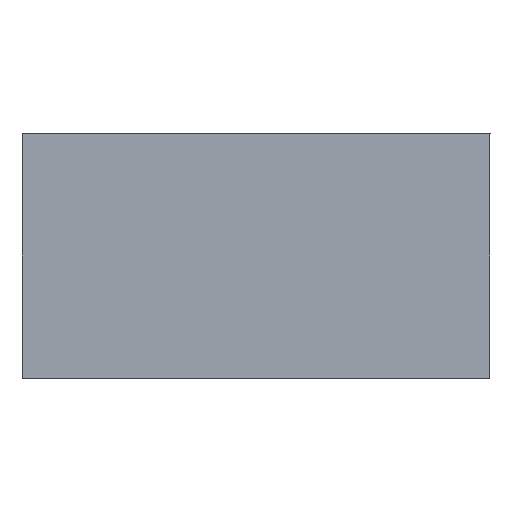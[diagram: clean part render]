
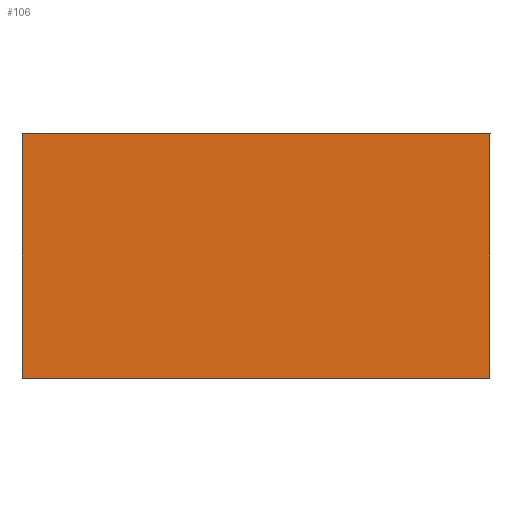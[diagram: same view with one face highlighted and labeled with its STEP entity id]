
A CAD part, left-side view. The second image highlights one B-rep face of the part: STEP entity #106.
In plain terms, the highlighted planar face has unit normal (-1, 0, 0).
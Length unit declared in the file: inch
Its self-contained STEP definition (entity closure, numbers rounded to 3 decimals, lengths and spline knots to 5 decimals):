
#20=FACE_OUTER_BOUND('',#26,.T.);
#26=EDGE_LOOP('',(#91,#92,#93,#94));
#32=LINE('',#167,#44);
#35=LINE('',#172,#47);
#37=LINE('',#176,#49);
#38=LINE('',#178,#50);
#44=VECTOR('',#138,0.3937);
#47=VECTOR('',#143,0.3937);
#49=VECTOR('',#147,0.3937);
#50=VECTOR('',#150,0.3937);
#55=VERTEX_POINT('',#164);
#56=VERTEX_POINT('',#166);
#57=VERTEX_POINT('',#170);
#58=VERTEX_POINT('',#174);
#64=EDGE_CURVE('',#55,#56,#32,.T.);
#67=EDGE_CURVE('',#57,#55,#35,.T.);
#69=EDGE_CURVE('',#58,#57,#37,.T.);
#70=EDGE_CURVE('',#56,#58,#38,.T.);
#91=ORIENTED_EDGE('',*,*,#67,.F.);
#92=ORIENTED_EDGE('',*,*,#69,.F.);
#93=ORIENTED_EDGE('',*,*,#70,.F.);
#94=ORIENTED_EDGE('',*,*,#64,.F.);
#100=PLANE('',#126);
#106=ADVANCED_FACE('',(#20),#100,.F.);
#126=AXIS2_PLACEMENT_3D('',#179,#151,#152);
#138=DIRECTION('',(0.,0.,-1.));
#143=DIRECTION('',(0.,-1.,0.));
#147=DIRECTION('',(0.,0.,1.));
#150=DIRECTION('',(0.,1.,0.));
#151=DIRECTION('center_axis',(1.,0.,0.));
#152=DIRECTION('ref_axis',(0.,0.,1.));
#164=CARTESIAN_POINT('',(-135.875,-5.75,118.375));
#166=CARTESIAN_POINT('',(-135.875,-5.75,115.375));
#167=CARTESIAN_POINT('',(-135.875,-5.75,57.625));
#170=CARTESIAN_POINT('',(-135.875,0.,118.375));
#172=CARTESIAN_POINT('',(-135.875,-2.39063,118.375));
#174=CARTESIAN_POINT('',(-135.875,0.,115.375));
#176=CARTESIAN_POINT('',(-135.875,0.,117.625));
#178=CARTESIAN_POINT('',(-135.875,-0.79687,115.375));
#179=CARTESIAN_POINT('Origin',(-135.875,0.,115.375));
